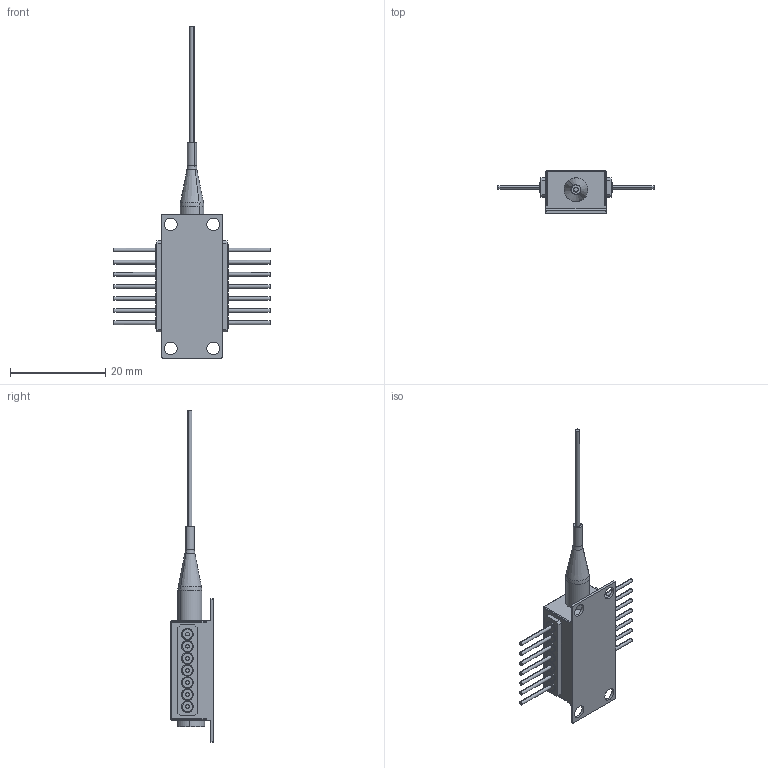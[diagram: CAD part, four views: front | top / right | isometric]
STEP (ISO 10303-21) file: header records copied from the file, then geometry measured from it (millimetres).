
FILE_DESCRIPTION (( 'STEP AP214' ), '1' );
FILE_NAME ('eyP-BTUx9-SWB-22-0823-1000.STEP', '2022-09-23T10:21:05', ( '' ), ( '' ), 'SwSTEP 2.0', 'SolidWorks 2020', '' );
FILE_SCHEMA (( 'AUTOMOTIVE_DESIGN' ));
Length unit declared in the file: millimetre
Products named in the file (1): eyP-BTUx9-SWB-22-0823-1000
Bounding box: 32.7 x 8.9 x 69.58 mm (x, y, z)
Volume: 1349.5 mm3; surface area: 3941.2 mm2
Topology: 36 solids, 36 shells, 487 faces, 1159 edges, 756 vertices
Faces by surface type: plane 218, cylinder 207, torus 36, bspline 16, cone 10
Entity records: 21127 total; most frequent: CARTESIAN_POINT 3591, DIRECTION 2571, ORIENTED_EDGE 2318, EDGE_CURVE 1159, AXIS2_PLACEMENT_3D 1000, VERTEX_POINT 756, EDGE_LOOP 603, VECTOR 571
